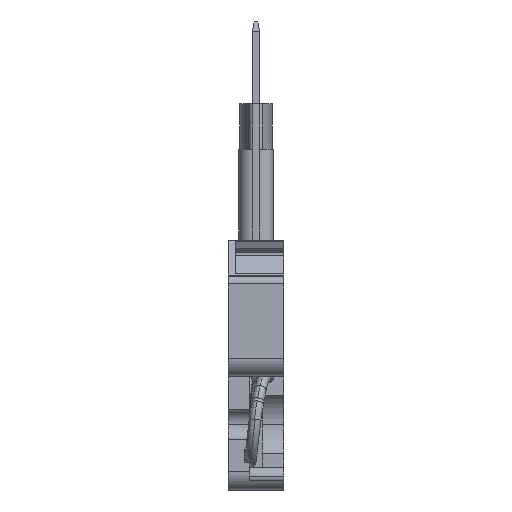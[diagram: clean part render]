
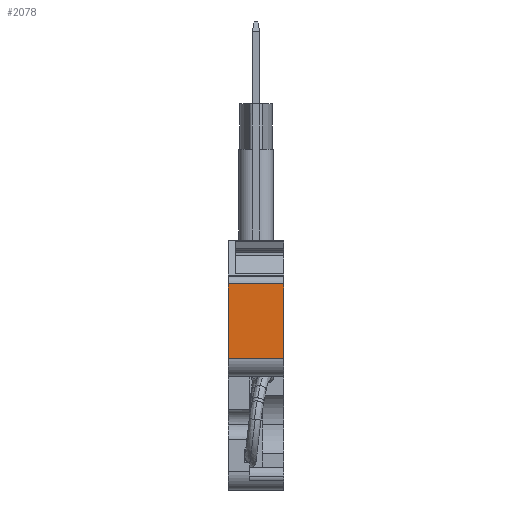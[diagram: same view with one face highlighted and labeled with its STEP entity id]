
A CAD part, front view. The second image highlights one B-rep face of the part: STEP entity #2078.
In plain terms, the highlighted planar face has unit normal (0, -1, 0).
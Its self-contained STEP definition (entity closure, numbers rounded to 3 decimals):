
#2065=AXIS2_PLACEMENT_3D('Plane Axis2P3D',#2062,#2063,#2064) ;
#1146=CARTESIAN_POINT('Vertex',(6.1,0.,22.67)) ;
#1149=CARTESIAN_POINT('Line Origine',(6.1,0.,18.585)) ;
#1153=CARTESIAN_POINT('Vertex',(6.1,0.,14.5)) ;
#1472=CARTESIAN_POINT('Vertex',(0.,0.,14.5)) ;
#1475=CARTESIAN_POINT('Line Origine',(0.,0.,18.585)) ;
#1479=CARTESIAN_POINT('Vertex',(0.,0.,22.67)) ;
#2050=CARTESIAN_POINT('Line Origine',(3.05,0.,14.5)) ;
#2062=CARTESIAN_POINT('Axis2P3D Location',(3.05,0.,14.5)) ;
#2067=CARTESIAN_POINT('Line Origine',(3.05,0.,22.67)) ;
#1150=DIRECTION('Vector Direction',(0.,0.,-1.)) ;
#1476=DIRECTION('Vector Direction',(0.,0.,1.)) ;
#2051=DIRECTION('Vector Direction',(-1.,0.,0.)) ;
#2063=DIRECTION('Axis2P3D Direction',(0.,1.,0.)) ;
#2064=DIRECTION('Axis2P3D XDirection',(0.,0.,1.)) ;
#2068=DIRECTION('Vector Direction',(1.,0.,0.)) ;
#1151=VECTOR('Line Direction',#1150,1.) ;
#1477=VECTOR('Line Direction',#1476,1.) ;
#2052=VECTOR('Line Direction',#2051,1.) ;
#2069=VECTOR('Line Direction',#2068,1.) ;
#2073=ORIENTED_EDGE('',*,*,#2071,.F.) ;
#2074=ORIENTED_EDGE('',*,*,#1481,.F.) ;
#2075=ORIENTED_EDGE('',*,*,#2054,.F.) ;
#2076=ORIENTED_EDGE('',*,*,#1155,.F.) ;
#2078=ADVANCED_FACE('Importiert2',(#2077),#2066,.F.) ;
#1155=EDGE_CURVE('',#1147,#1154,#1152,.T.) ;
#1481=EDGE_CURVE('',#1473,#1480,#1478,.T.) ;
#2054=EDGE_CURVE('',#1154,#1473,#2053,.T.) ;
#2071=EDGE_CURVE('',#1480,#1147,#2070,.T.) ;
#2072=EDGE_LOOP('',(#2073,#2074,#2075,#2076)) ;
#2077=FACE_OUTER_BOUND('',#2072,.T.) ;
#1152=LINE('Line',#1149,#1151) ;
#1478=LINE('Line',#1475,#1477) ;
#2053=LINE('Line',#2050,#2052) ;
#2070=LINE('Line',#2067,#2069) ;
#2066=PLANE('',#2065) ;
#1147=VERTEX_POINT('',#1146) ;
#1154=VERTEX_POINT('',#1153) ;
#1473=VERTEX_POINT('',#1472) ;
#1480=VERTEX_POINT('',#1479) ;
